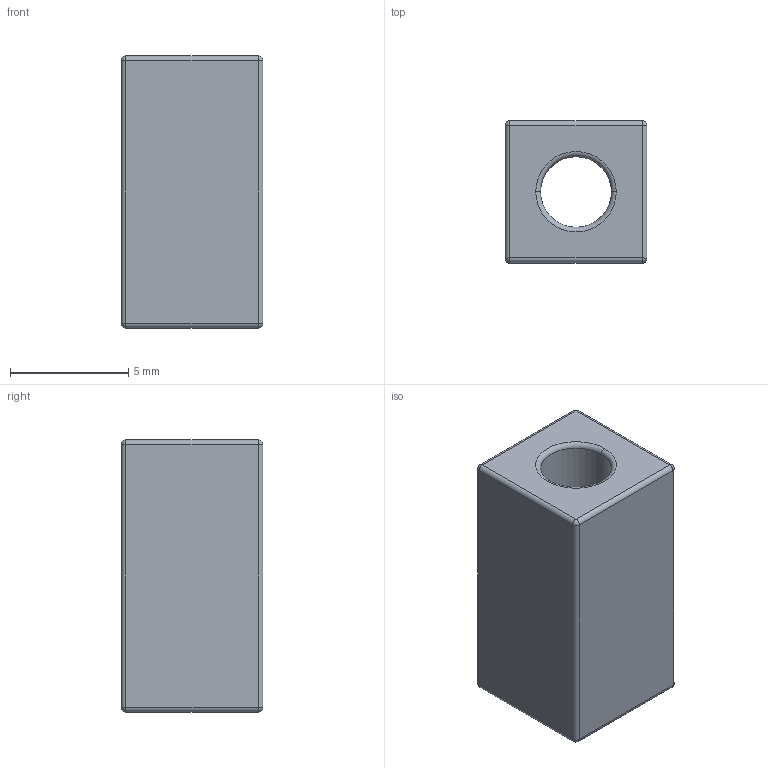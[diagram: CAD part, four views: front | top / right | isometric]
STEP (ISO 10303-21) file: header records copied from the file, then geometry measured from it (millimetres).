
FILE_DESCRIPTION (( 'STEP AP203' ), '1' );
FILE_NAME ('Moby-RH-Palier long_Défaut_sldprt.STEP', '2019-11-01T12:18:35', ( '' ), ( '' ), 'SwSTEP 2.0', 'SolidWorks 2017', '' );
FILE_SCHEMA (( 'CONFIG_CONTROL_DESIGN' ));
Length unit declared in the file: millimetre
Products named in the file (1): Moby-RH-Palier long_Défaut_sldprt
Bounding box: 6 x 6 x 11.5 mm (x, y, z)
Volume: 331.7 mm3; surface area: 432.6 mm2
Topology: 1 solids, 1 shells, 32 faces, 70 edges, 32 vertices
Faces by surface type: cylinder 14, sphere 8, plane 6, torus 4
Entity records: 879 total; most frequent: DIRECTION 164, CARTESIAN_POINT 127, ORIENTED_EDGE 124, AXIS2_PLACEMENT_3D 69, EDGE_CURVE 62, CIRCLE 36, EDGE_LOOP 34, ADVANCED_FACE 32
